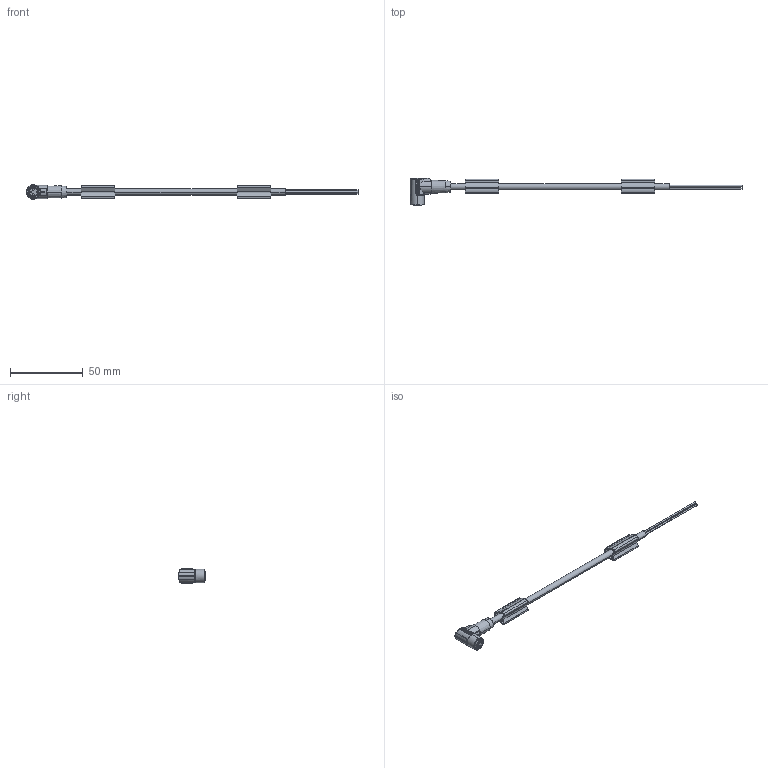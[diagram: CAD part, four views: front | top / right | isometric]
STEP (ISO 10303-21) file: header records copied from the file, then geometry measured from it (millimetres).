
FILE_DESCRIPTION(('SolidDesigner STEP Export'),'2;1');
FILE_NAME('1671085.stp','2011-12-08T 8:37:22',(''),(''),'CoCreate Modeling STEP processor for AP214 (Solid Model)','CoCreate Modeling 16.00A 16-Aug-2008 (C) Parametric Technology GmbH','');
FILE_SCHEMA(('AUTOMOTIVE_DESIGN { 1 0 10303 214 1 1 1 1 }'));
Length unit declared in the file: millimetre
Products named in the file (2): 1671085
Assembly tree (1 placements, depth 2):
  1671085
    1671085
Bounding box: 227.9 x 19.19 x 9.8 mm (x, y, z)
Volume: 5814.4 mm3; surface area: 7098.6 mm2
Topology: 1 solids, 1 shells, 573 faces, 1545 edges, 1017 vertices
Faces by surface type: plane 320, cylinder 147, extrusion 58, bspline 30, cone 10, torus 8
Entity records: 29628 total; most frequent: CARTESIAN_POINT 12518, ORIENTED_EDGE 3082, DIRECTION 2270, EDGE_CURVE 1541, VECTOR 1022, VERTEX_POINT 1017, LINE 964, EDGE_LOOP 634
